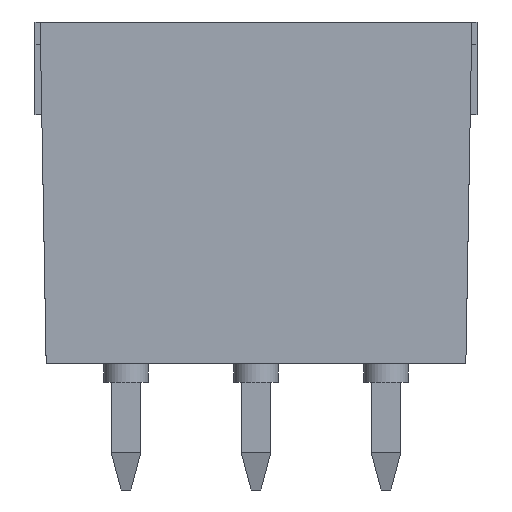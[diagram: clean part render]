
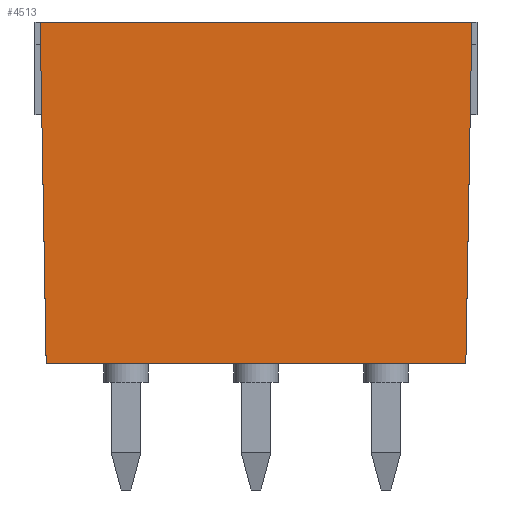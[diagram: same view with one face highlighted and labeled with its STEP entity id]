
A CAD part, front view. The second image highlights one B-rep face of the part: STEP entity #4513.
In plain terms, the highlighted planar face has unit normal (0, -1, 0).
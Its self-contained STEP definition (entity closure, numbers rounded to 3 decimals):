
#549 = VERTEX_POINT('',#550);
#550 = CARTESIAN_POINT('',(-5.65,-3.,0.));
#556 = EDGE_CURVE('',#549,#557,#559,.T.);
#557 = VERTEX_POINT('',#558);
#558 = CARTESIAN_POINT('',(-5.811,-3.,9.2));
#559 = LINE('',#560,#561);
#560 = CARTESIAN_POINT('',(-5.65,-3.,0.));
#561 = VECTOR('',#562,1.);
#562 = DIRECTION('',(-0.018,0.,
    1.));
#4343 = VERTEX_POINT('',#4344);
#4344 = CARTESIAN_POINT('',(5.65,-3.,0.));
#4350 = EDGE_CURVE('',#549,#4343,#4351,.T.);
#4351 = LINE('',#4352,#4353);
#4352 = CARTESIAN_POINT('',(-3.5,-3.,
    0.));
#4353 = VECTOR('',#4354,1.);
#4354 = DIRECTION('',(1.,0.,0.));
#4471 = VERTEX_POINT('',#4472);
#4472 = CARTESIAN_POINT('',(5.811,-3.,9.2));
#4478 = EDGE_CURVE('',#4471,#4343,#4479,.T.);
#4479 = LINE('',#4480,#4481);
#4480 = CARTESIAN_POINT('',(5.65,-3.,0.));
#4481 = VECTOR('',#4482,1.);
#4482 = DIRECTION('',(-0.018,0.,
    -1.));
#4513 = ADVANCED_FACE('',(#4514),#4525,.T.);
#4514 = FACE_BOUND('',#4515,.T.);
#4515 = EDGE_LOOP('',(#4516,#4517,#4518,#4524));
#4516 = ORIENTED_EDGE('',*,*,#4350,.T.);
#4517 = ORIENTED_EDGE('',*,*,#4478,.F.);
#4518 = ORIENTED_EDGE('',*,*,#4519,.F.);
#4519 = EDGE_CURVE('',#557,#4471,#4520,.T.);
#4520 = LINE('',#4521,#4522);
#4521 = CARTESIAN_POINT('',(-3.5,-3.,9.2));
#4522 = VECTOR('',#4523,1.);
#4523 = DIRECTION('',(1.,0.,0.));
#4524 = ORIENTED_EDGE('',*,*,#556,.F.);
#4525 = PLANE('',#4526);
#4526 = AXIS2_PLACEMENT_3D('',#4527,#4528,#4529);
#4527 = CARTESIAN_POINT('',(0.,-3.,3.1));
#4528 = DIRECTION('',(0.,-1.,0.));
#4529 = DIRECTION('',(0.,0.,-1.));
